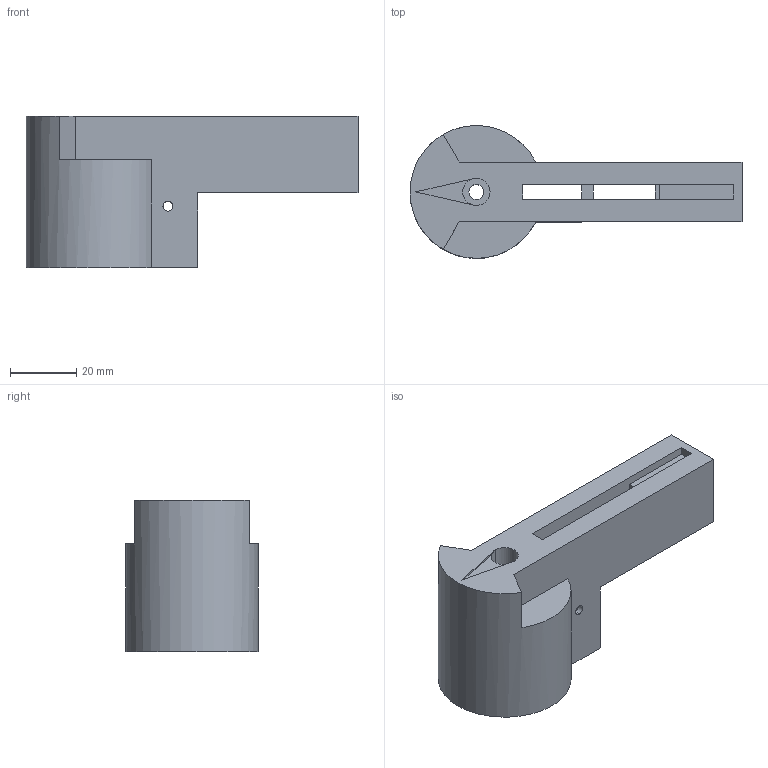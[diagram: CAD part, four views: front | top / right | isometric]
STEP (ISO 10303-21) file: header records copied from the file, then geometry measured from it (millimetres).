
FILE_DESCRIPTION((''),'2;1');
FILE_NAME('004661480_LBS-DH160-B_ASM','2021-10-01T',('marketing.praksa'),('Audax d.o.o.'),'CREO PARAMETRIC BY PTC INC, 2017480','CREO PARAMETRIC BY PTC INC, 2017480','');
FILE_SCHEMA(('AUTOMOTIVE_DESIGN { 1 0 10303 214 1 1 1 1 }'));
Length unit declared in the file: millimetre
Products named in the file (6): PRT7208_1; PRT7209_1_1; PRT7209_1_2; PRT7209_1_3; PRT7209_1_ASM; 004661480_LBS-DH160-B_ASM
Assembly tree (5 placements, depth 3):
  004661480_LBS-DH160-B_ASM
    PRT7208_1
    PRT7209_1_ASM
      PRT7209_1_1
      PRT7209_1_2
      PRT7209_1_3
Bounding box: 100 x 39.99 x 45.5 mm (x, y, z)
Volume: 63115.2 mm3; surface area: 22337.3 mm2
Topology: 4 solids, 4 shells, 209 faces, 596 edges, 398 vertices
Faces by surface type: plane 146, cylinder 63
Entity records: 10671 total; most frequent: CARTESIAN_POINT 1372, ORIENTED_EDGE 1192, DIRECTION 1138, PRESENTATION_STYLE_ASSIGNMENT 799, STYLED_ITEM 799, CURVE_STYLE 596, EDGE_CURVE 596, VECTOR 462
